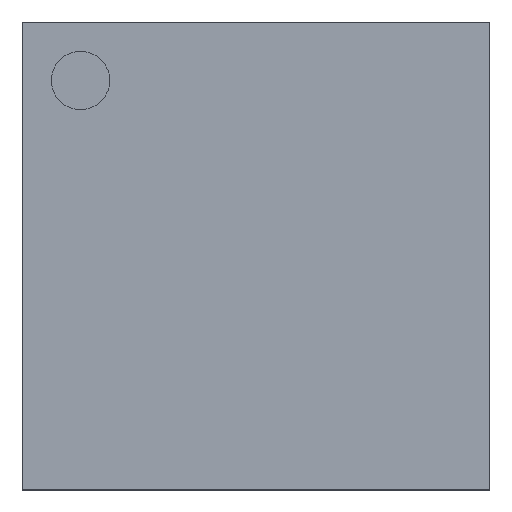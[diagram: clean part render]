
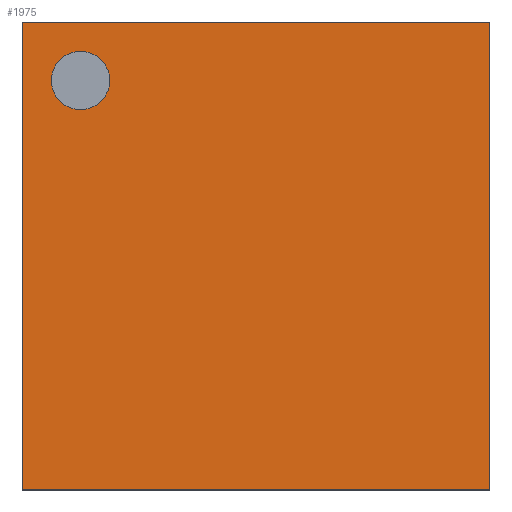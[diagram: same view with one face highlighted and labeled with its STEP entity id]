
A CAD part, top view. The second image highlights one B-rep face of the part: STEP entity #1975.
In plain terms, the highlighted planar face has unit normal (0, 0, 1).
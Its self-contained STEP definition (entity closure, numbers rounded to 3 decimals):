
#1786 = VERTEX_POINT('',#1787);
#1787 = CARTESIAN_POINT('',(-5.,-5.,1.4));
#1794 = PLANE('',#1795);
#1795 = AXIS2_PLACEMENT_3D('',#1796,#1797,#1798);
#1796 = CARTESIAN_POINT('',(-5.,-5.,0.43));
#1797 = DIRECTION('',(1.,0.,0.));
#1798 = DIRECTION('',(0.,0.,1.));
#1806 = PLANE('',#1807);
#1807 = AXIS2_PLACEMENT_3D('',#1808,#1809,#1810);
#1808 = CARTESIAN_POINT('',(-5.,-5.,0.43));
#1809 = DIRECTION('',(0.,1.,0.));
#1810 = DIRECTION('',(0.,0.,1.));
#1847 = VERTEX_POINT('',#1848);
#1848 = CARTESIAN_POINT('',(-5.,5.,1.4));
#1862 = PLANE('',#1863);
#1863 = AXIS2_PLACEMENT_3D('',#1864,#1865,#1866);
#1864 = CARTESIAN_POINT('',(-5.,5.,0.43));
#1865 = DIRECTION('',(0.,1.,0.));
#1866 = DIRECTION('',(0.,0.,1.));
#1874 = EDGE_CURVE('',#1786,#1847,#1875,.T.);
#1875 = SURFACE_CURVE('',#1876,(#1880,#1887),.PCURVE_S1.);
#1876 = LINE('',#1877,#1878);
#1877 = CARTESIAN_POINT('',(-5.,-5.,1.4));
#1878 = VECTOR('',#1879,1.);
#1879 = DIRECTION('',(0.,1.,0.));
#1880 = PCURVE('',#1794,#1881);
#1881 = DEFINITIONAL_REPRESENTATION('',(#1882),#1886);
#1882 = LINE('',#1883,#1884);
#1883 = CARTESIAN_POINT('',(0.97,0.));
#1884 = VECTOR('',#1885,1.);
#1885 = DIRECTION('',(0.,-1.));
#1886 = ( GEOMETRIC_REPRESENTATION_CONTEXT(2) 
PARAMETRIC_REPRESENTATION_CONTEXT() REPRESENTATION_CONTEXT('2D SPACE',''
  ) );
#1887 = PCURVE('',#1888,#1893);
#1888 = PLANE('',#1889);
#1889 = AXIS2_PLACEMENT_3D('',#1890,#1891,#1892);
#1890 = CARTESIAN_POINT('',(-5.,-5.,1.4));
#1891 = DIRECTION('',(0.,0.,1.));
#1892 = DIRECTION('',(1.,0.,0.));
#1893 = DEFINITIONAL_REPRESENTATION('',(#1894),#1898);
#1894 = LINE('',#1895,#1896);
#1895 = CARTESIAN_POINT('',(0.,0.));
#1896 = VECTOR('',#1897,1.);
#1897 = DIRECTION('',(0.,1.));
#1898 = ( GEOMETRIC_REPRESENTATION_CONTEXT(2) 
PARAMETRIC_REPRESENTATION_CONTEXT() REPRESENTATION_CONTEXT('2D SPACE',''
  ) );
#1927 = EDGE_CURVE('',#1786,#1928,#1930,.T.);
#1928 = VERTEX_POINT('',#1929);
#1929 = CARTESIAN_POINT('',(5.,-5.,1.4));
#1930 = SURFACE_CURVE('',#1931,(#1935,#1942),.PCURVE_S1.);
#1931 = LINE('',#1932,#1933);
#1932 = CARTESIAN_POINT('',(-5.,-5.,1.4));
#1933 = VECTOR('',#1934,1.);
#1934 = DIRECTION('',(1.,0.,0.));
#1935 = PCURVE('',#1806,#1936);
#1936 = DEFINITIONAL_REPRESENTATION('',(#1937),#1941);
#1937 = LINE('',#1938,#1939);
#1938 = CARTESIAN_POINT('',(0.97,0.));
#1939 = VECTOR('',#1940,1.);
#1940 = DIRECTION('',(0.,1.));
#1941 = ( GEOMETRIC_REPRESENTATION_CONTEXT(2) 
PARAMETRIC_REPRESENTATION_CONTEXT() REPRESENTATION_CONTEXT('2D SPACE',''
  ) );
#1942 = PCURVE('',#1888,#1943);
#1943 = DEFINITIONAL_REPRESENTATION('',(#1944),#1948);
#1944 = LINE('',#1945,#1946);
#1945 = CARTESIAN_POINT('',(0.,0.));
#1946 = VECTOR('',#1947,1.);
#1947 = DIRECTION('',(1.,0.));
#1948 = ( GEOMETRIC_REPRESENTATION_CONTEXT(2) 
PARAMETRIC_REPRESENTATION_CONTEXT() REPRESENTATION_CONTEXT('2D SPACE',''
  ) );
#1964 = PLANE('',#1965);
#1965 = AXIS2_PLACEMENT_3D('',#1966,#1967,#1968);
#1966 = CARTESIAN_POINT('',(5.,-5.,0.43));
#1967 = DIRECTION('',(1.,0.,0.));
#1968 = DIRECTION('',(0.,0.,1.));
#1975 = ADVANCED_FACE('',(#1976,#2024),#1888,.T.);
#1976 = FACE_BOUND('',#1977,.T.);
#1977 = EDGE_LOOP('',(#1978,#1979,#1980,#2003));
#1978 = ORIENTED_EDGE('',*,*,#1874,.F.);
#1979 = ORIENTED_EDGE('',*,*,#1927,.T.);
#1980 = ORIENTED_EDGE('',*,*,#1981,.T.);
#1981 = EDGE_CURVE('',#1928,#1982,#1984,.T.);
#1982 = VERTEX_POINT('',#1983);
#1983 = CARTESIAN_POINT('',(5.,5.,1.4));
#1984 = SURFACE_CURVE('',#1985,(#1989,#1996),.PCURVE_S1.);
#1985 = LINE('',#1986,#1987);
#1986 = CARTESIAN_POINT('',(5.,-5.,1.4));
#1987 = VECTOR('',#1988,1.);
#1988 = DIRECTION('',(0.,1.,0.));
#1989 = PCURVE('',#1888,#1990);
#1990 = DEFINITIONAL_REPRESENTATION('',(#1991),#1995);
#1991 = LINE('',#1992,#1993);
#1992 = CARTESIAN_POINT('',(10.,0.));
#1993 = VECTOR('',#1994,1.);
#1994 = DIRECTION('',(0.,1.));
#1995 = ( GEOMETRIC_REPRESENTATION_CONTEXT(2) 
PARAMETRIC_REPRESENTATION_CONTEXT() REPRESENTATION_CONTEXT('2D SPACE',''
  ) );
#1996 = PCURVE('',#1964,#1997);
#1997 = DEFINITIONAL_REPRESENTATION('',(#1998),#2002);
#1998 = LINE('',#1999,#2000);
#1999 = CARTESIAN_POINT('',(0.97,0.));
#2000 = VECTOR('',#2001,1.);
#2001 = DIRECTION('',(0.,-1.));
#2002 = ( GEOMETRIC_REPRESENTATION_CONTEXT(2) 
PARAMETRIC_REPRESENTATION_CONTEXT() REPRESENTATION_CONTEXT('2D SPACE',''
  ) );
#2003 = ORIENTED_EDGE('',*,*,#2004,.F.);
#2004 = EDGE_CURVE('',#1847,#1982,#2005,.T.);
#2005 = SURFACE_CURVE('',#2006,(#2010,#2017),.PCURVE_S1.);
#2006 = LINE('',#2007,#2008);
#2007 = CARTESIAN_POINT('',(-5.,5.,1.4));
#2008 = VECTOR('',#2009,1.);
#2009 = DIRECTION('',(1.,0.,0.));
#2010 = PCURVE('',#1888,#2011);
#2011 = DEFINITIONAL_REPRESENTATION('',(#2012),#2016);
#2012 = LINE('',#2013,#2014);
#2013 = CARTESIAN_POINT('',(0.,10.));
#2014 = VECTOR('',#2015,1.);
#2015 = DIRECTION('',(1.,0.));
#2016 = ( GEOMETRIC_REPRESENTATION_CONTEXT(2) 
PARAMETRIC_REPRESENTATION_CONTEXT() REPRESENTATION_CONTEXT('2D SPACE',''
  ) );
#2017 = PCURVE('',#1862,#2018);
#2018 = DEFINITIONAL_REPRESENTATION('',(#2019),#2023);
#2019 = LINE('',#2020,#2021);
#2020 = CARTESIAN_POINT('',(0.97,0.));
#2021 = VECTOR('',#2022,1.);
#2022 = DIRECTION('',(0.,1.));
#2023 = ( GEOMETRIC_REPRESENTATION_CONTEXT(2) 
PARAMETRIC_REPRESENTATION_CONTEXT() REPRESENTATION_CONTEXT('2D SPACE',''
  ) );
#2024 = FACE_BOUND('',#2025,.T.);
#2025 = EDGE_LOOP('',(#2026));
#2026 = ORIENTED_EDGE('',*,*,#2027,.F.);
#2027 = EDGE_CURVE('',#2028,#2028,#2030,.T.);
#2028 = VERTEX_POINT('',#2029);
#2029 = CARTESIAN_POINT('',(-3.125,3.75,1.4));
#2030 = SURFACE_CURVE('',#2031,(#2036,#2043),.PCURVE_S1.);
#2031 = CIRCLE('',#2032,0.625);
#2032 = AXIS2_PLACEMENT_3D('',#2033,#2034,#2035);
#2033 = CARTESIAN_POINT('',(-3.75,3.75,1.4));
#2034 = DIRECTION('',(0.,0.,1.));
#2035 = DIRECTION('',(1.,0.,0.));
#2036 = PCURVE('',#1888,#2037);
#2037 = DEFINITIONAL_REPRESENTATION('',(#2038),#2042);
#2038 = CIRCLE('',#2039,0.625);
#2039 = AXIS2_PLACEMENT_2D('',#2040,#2041);
#2040 = CARTESIAN_POINT('',(1.25,8.75));
#2041 = DIRECTION('',(1.,0.));
#2042 = ( GEOMETRIC_REPRESENTATION_CONTEXT(2) 
PARAMETRIC_REPRESENTATION_CONTEXT() REPRESENTATION_CONTEXT('2D SPACE',''
  ) );
#2043 = PCURVE('',#2044,#2049);
#2044 = CYLINDRICAL_SURFACE('',#2045,0.625);
#2045 = AXIS2_PLACEMENT_3D('',#2046,#2047,#2048);
#2046 = CARTESIAN_POINT('',(-3.75,3.75,1.26));
#2047 = DIRECTION('',(0.,0.,1.));
#2048 = DIRECTION('',(1.,0.,0.));
#2049 = DEFINITIONAL_REPRESENTATION('',(#2050),#2054);
#2050 = LINE('',#2051,#2052);
#2051 = CARTESIAN_POINT('',(0.,0.14));
#2052 = VECTOR('',#2053,1.);
#2053 = DIRECTION('',(1.,0.));
#2054 = ( GEOMETRIC_REPRESENTATION_CONTEXT(2) 
PARAMETRIC_REPRESENTATION_CONTEXT() REPRESENTATION_CONTEXT('2D SPACE',''
  ) );
